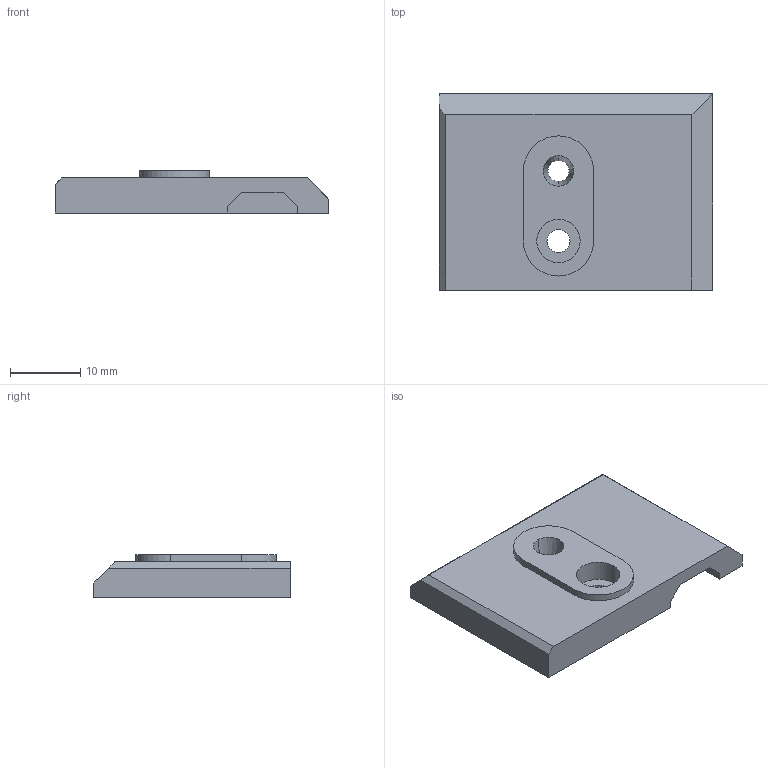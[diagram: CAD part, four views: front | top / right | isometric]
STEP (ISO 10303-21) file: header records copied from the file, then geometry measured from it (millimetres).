
FILE_DESCRIPTION (( 'STEP AP214' ), '1' );
FILE_NAME ('fs-cover_MK3S.STEP', '2019-02-17T19:39:52', ( '' ), ( '' ), 'SwSTEP 2.0', 'SolidWorks 2017', '' );
FILE_SCHEMA (( 'AUTOMOTIVE_DESIGN' ));
Length unit declared in the file: millimetre
Products named in the file (1): fs-cover_MK3S
Bounding box: 39 x 28 x 6 mm (x, y, z)
Volume: 4586.7 mm3; surface area: 2957.4 mm2
Topology: 1 solids, 1 shells, 32 faces, 81 edges, 53 vertices
Faces by surface type: plane 20, cone 6, cylinder 6
Entity records: 1005 total; most frequent: DIRECTION 169, CARTESIAN_POINT 167, ORIENTED_EDGE 162, EDGE_CURVE 81, VECTOR 59, LINE 59, AXIS2_PLACEMENT_3D 55, VERTEX_POINT 53
